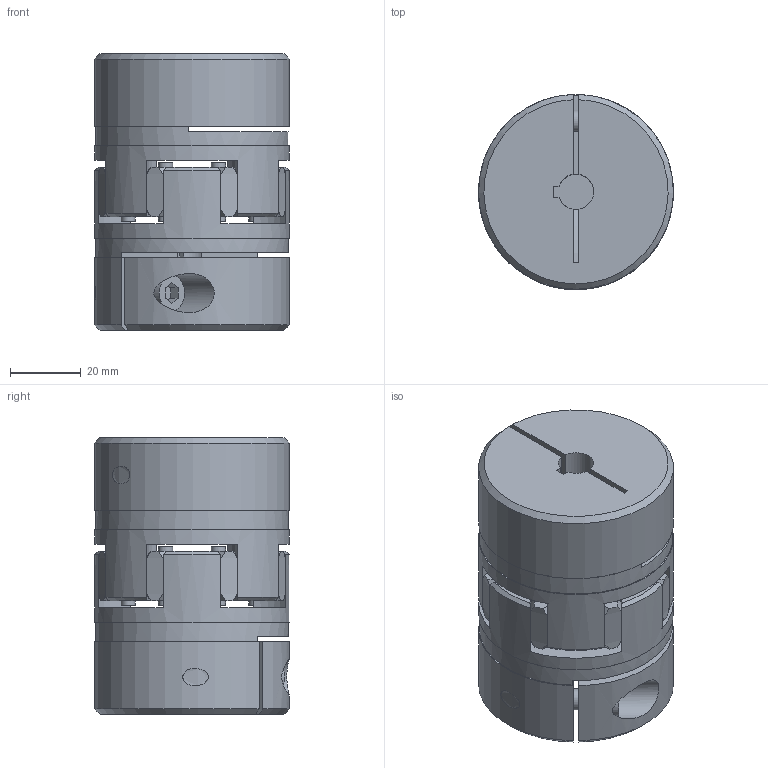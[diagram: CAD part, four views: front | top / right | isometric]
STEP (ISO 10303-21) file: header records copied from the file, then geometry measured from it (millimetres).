
FILE_DESCRIPTION( ( 'STEP AP214' ), '1' );
FILE_NAME( '01430-1010.stp', '2021-08-09T11:46:21', ( 'License CC BY-ND 4.0' ), ( 'CADENAS' ), ' ', 'PARTsolutions', ' ' );
FILE_SCHEMA( ( 'AUTOMOTIVE_DESIGN { 1 0 10303 214 1 1 1 1 }' ) );
Length unit declared in the file: millimetre
Products named in the file (4): 01430-1010; _01430-10pb; _01430-10pa; _01430-1028p2
Assembly tree (3 placements, depth 2):
  01430-1010
    _01430-10pb
    _01430-10pa
    _01430-1028p2
Bounding box: 55 x 55 x 78 mm (x, y, z)
Volume: 156931 mm3; surface area: 42806.6 mm2
Topology: 3 solids, 5 shells, 208 faces, 538 edges, 360 vertices
Faces by surface type: cylinder 90, plane 72, cone 46
Full cylindrical faces by diameter (mm): 4 x8, 4.917 x2, 6 x2, 6.6 x4, 10 x2, 11 x2, 27 x2, 54.4 x2, 55 x2
Entity records: 8280 total; most frequent: CARTESIAN_POINT 1600, DIRECTION 1070, ORIENTED_EDGE 992, EDGE_CURVE 496, AXIS2_PLACEMENT_3D 454, VERTEX_POINT 348, EDGE_LOOP 266, CIRCLE 244
